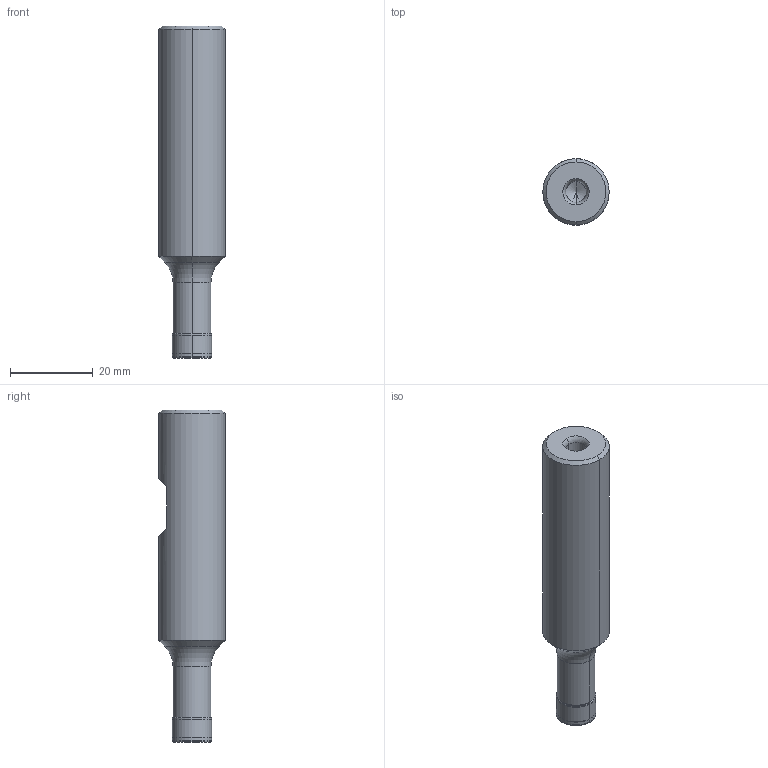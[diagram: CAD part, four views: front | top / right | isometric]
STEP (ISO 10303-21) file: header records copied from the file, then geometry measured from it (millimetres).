
FILE_DESCRIPTION((''),'2;1');
FILE_NAME('12J1D010018W3R01','2015-10-31T',('tewess'),(''),'PRO/ENGINEER BY PARAMETRIC TECHNOLOGY CORPORATION, 2011490','PRO/ENGINEER BY PARAMETRIC TECHNOLOGY CORPORATION, 2011490','');
FILE_SCHEMA(('AUTOMOTIVE_DESIGN { 1 2 10303 214 0 1 1 1 }'));
Length unit declared in the file: millimetre
Products named in the file (3): NOCUT; CUT; 12J1D010018W3R01
Assembly tree (2 placements, depth 2):
  12J1D010018W3R01
    NOCUT
    CUT
Bounding box: 16 x 16 x 80 mm (x, y, z)
Volume: 12079 mm3; surface area: 5028.7 mm2
Topology: 2 solids, 2 shells, 76 faces, 159 edges, 89 vertices
Faces by surface type: revolution 46, cone 10, torus 8, plane 6, cylinder 6
Entity records: 5427 total; most frequent: CARTESIAN_POINT 3198, DIRECTION 317, ORIENTED_EDGE 306, PRESENTATION_STYLE_ASSIGNMENT 163, STYLED_ITEM 163, CURVE_STYLE 161, EDGE_CURVE 153, AXIS2_PLACEMENT_3D 123
